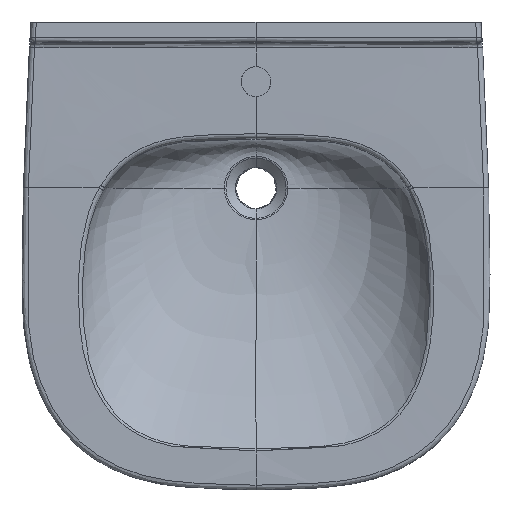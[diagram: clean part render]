
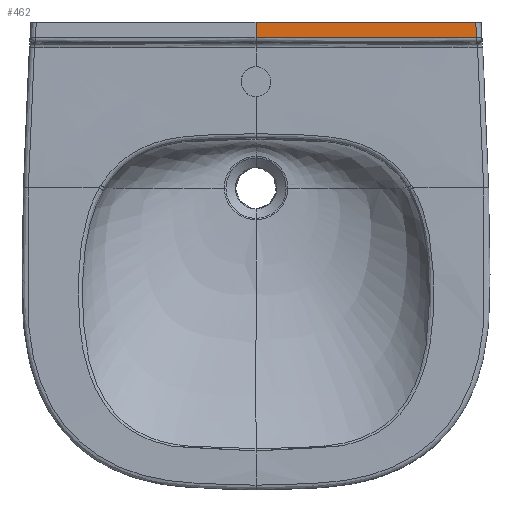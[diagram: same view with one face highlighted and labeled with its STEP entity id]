
A CAD part, top view. The second image highlights one B-rep face of the part: STEP entity #462.
In plain terms, the highlighted face is a extrusion surface.
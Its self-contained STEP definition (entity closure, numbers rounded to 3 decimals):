
#106=SURFACE_OF_LINEAR_EXTRUSION('',#260,#953);
#260=CIRCLE('',#3067,11629.569);
#462=ADVANCED_FACE('',(#662),#106,.T.);
#662=FACE_OUTER_BOUND('',#842,.T.);
#842=EDGE_LOOP('',(#1691,#1692,#1693,#1694));
#913=LINE('',#24280,#952);
#952=VECTOR('',#3280,1.);
#953=VECTOR('',#3283,1.);
#1691=ORIENTED_EDGE('',*,*,#2459,.F.);
#1692=ORIENTED_EDGE('',*,*,#2611,.F.);
#1693=ORIENTED_EDGE('',*,*,#2537,.F.);
#1694=ORIENTED_EDGE('',*,*,#2602,.F.);
#2072=VERTEX_POINT('',#13994);
#2077=VERTEX_POINT('',#14017);
#2130=VERTEX_POINT('',#17900);
#2136=VERTEX_POINT('',#18139);
#2459=EDGE_CURVE('',#2072,#2077,#2840,.T.);
#2537=EDGE_CURVE('',#2130,#2136,#2892,.T.);
#2602=EDGE_CURVE('',#2077,#2130,#2939,.T.);
#2611=EDGE_CURVE('',#2136,#2072,#913,.T.);
#2840=B_SPLINE_CURVE_WITH_KNOTS('',3,(#14013,#14014,#14015,#14016),
 .UNSPECIFIED.,.F.,.F.,(4,4),(0.,1.),.UNSPECIFIED.);
#2892=B_SPLINE_CURVE_WITH_KNOTS('',3,(#18135,#18136,#18137,#18138),
 .UNSPECIFIED.,.F.,.F.,(4,4),(0.,1.),.UNSPECIFIED.);
#2939=B_SPLINE_CURVE_WITH_KNOTS('',3,(#23802,#23803,#23804,#23805),
 .UNSPECIFIED.,.F.,.F.,(4,4),(0.,1.),.UNSPECIFIED.);
#3067=AXIS2_PLACEMENT_3D('',#24281,#3281,#3282);
#3280=DIRECTION('',(0.,1.,0.));
#3281=DIRECTION('',(0.,-1.,0.));
#3282=DIRECTION('',(-1.,0.,0.011));
#3283=DIRECTION('',(0.,-1.,0.));
#13994=CARTESIAN_POINT('',(0.,0.,12.5));
#14013=CARTESIAN_POINT('',(0.,0.,12.5));
#14014=CARTESIAN_POINT('',(86.119,0.,12.5));
#14015=CARTESIAN_POINT('',(172.227,0.,11.544));
#14016=CARTESIAN_POINT('',(258.325,0.,9.631));
#14017=CARTESIAN_POINT('',(258.325,0.,9.631));
#17900=CARTESIAN_POINT('',(259.469,-18.418,9.605));
#18135=CARTESIAN_POINT('',(259.469,-18.418,9.605));
#18136=CARTESIAN_POINT('',(172.999,-18.078,11.535));
#18137=CARTESIAN_POINT('',(86.492,-17.907,12.5));
#18138=CARTESIAN_POINT('',(0.,-17.907,12.5));
#18139=CARTESIAN_POINT('',(0.,-17.907,12.5));
#23802=CARTESIAN_POINT('',(258.325,0.,9.631));
#23803=CARTESIAN_POINT('',(258.712,-6.139,9.622));
#23804=CARTESIAN_POINT('',(259.096,-12.278,9.613));
#23805=CARTESIAN_POINT('',(259.469,-18.418,9.605));
#24280=CARTESIAN_POINT('',(0.,0.,12.5));
#24281=CARTESIAN_POINT('',(0.,0.005,-11617.069));
